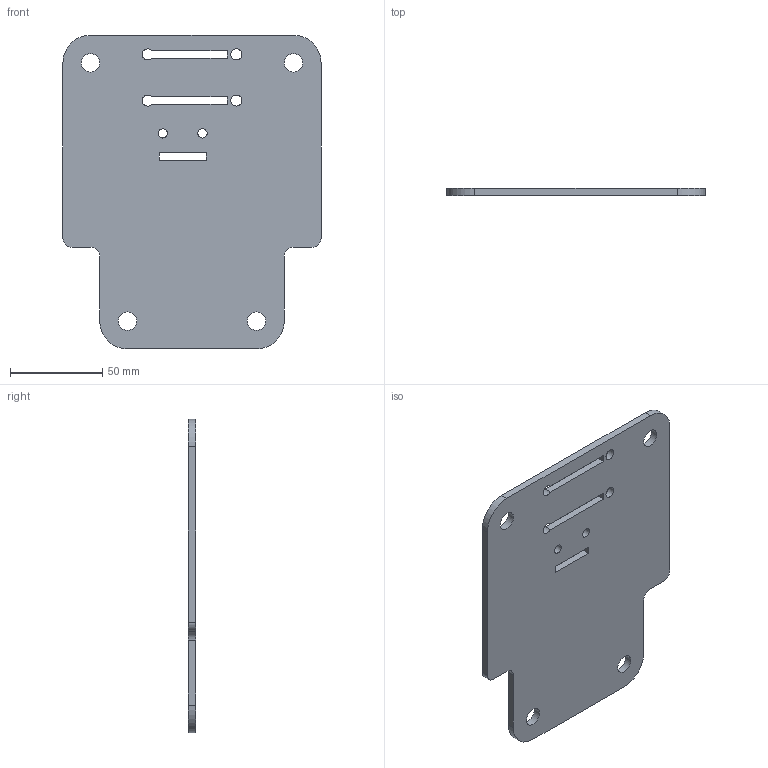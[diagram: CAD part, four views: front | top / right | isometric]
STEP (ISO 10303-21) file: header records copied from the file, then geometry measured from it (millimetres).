
FILE_DESCRIPTION(/* description */ (''),/* implementation_level */ '2;1');
FILE_NAME(/* name */ 'Base2.stp',/* time_stamp */ '2024-05-09T21:25:45-05:00',/* author */ ('Martin'),/* organization */ (''),/* preprocessor_version */ 'ST-DEVELOPER v18.1',/* originating_system */ 'Autodesk Inventor 2021',/* authorisation */ '');
FILE_SCHEMA (('AUTOMOTIVE_DESIGN { 1 0 10303 214 3 1 1 }'));
Length unit declared in the file: millimetre
Products named in the file (1): Base2
Bounding box: 140 x 4 x 170 mm (x, y, z)
Volume: 82065.6 mm3; surface area: 45190.6 mm2
Topology: 1 solids, 1 shells, 38 faces, 120 edges, 84 vertices
Faces by surface type: plane 20, cylinder 18
Full cylindrical faces by diameter (mm): 5 x2, 6 x2, 10 x4
Entity records: 1472 total; most frequent: DIRECTION 246, CARTESIAN_POINT 243, ORIENTED_EDGE 240, EDGE_CURVE 120, AXIS2_PLACEMENT_3D 87, VERTEX_POINT 84, LINE 72, VECTOR 72
